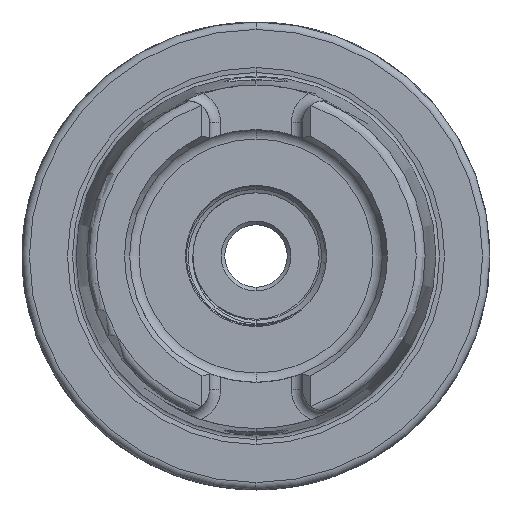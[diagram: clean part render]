
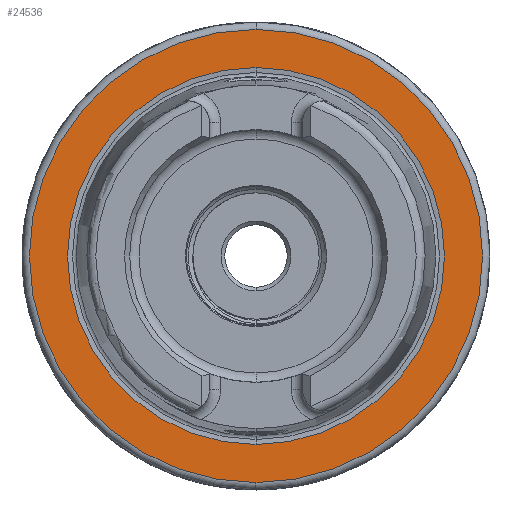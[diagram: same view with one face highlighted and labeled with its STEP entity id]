
A CAD part, left-side view. The second image highlights one B-rep face of the part: STEP entity #24536.
In plain terms, the highlighted planar face has unit normal (-1, 0, 0).
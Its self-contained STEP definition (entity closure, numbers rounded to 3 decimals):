
#3914 = CARTESIAN_POINT ( 'NONE',  ( 0., 0., -25.369 ) ) ;
#3916 = CARTESIAN_POINT ( 'NONE',  ( 0., 0., 25.369 ) ) ;
#3921 = CARTESIAN_POINT ( 'NONE',  ( 0., 0., 30.5 ) ) ;
#3934 = CARTESIAN_POINT ( 'NONE',  ( 0., 0., -30.5 ) ) ;
#7842 = FACE_OUTER_BOUND ( 'NONE', #26736, .T. ) ;
#7845 = FACE_BOUND ( 'NONE', #26737, .T. ) ;
#7847 = AXIS2_PLACEMENT_3D ( 'NONE', #9874, #9875, #9876 ) ;
#8919 = CARTESIAN_POINT ( 'NONE',  ( 0., 0., 0. ) ) ;
#8921 = DIRECTION ( 'NONE',  ( -1., 0., 0. ) ) ;
#8923 = DIRECTION ( 'NONE',  ( 0., 0., 1. ) ) ;
#8925 = CARTESIAN_POINT ( 'NONE',  ( 0., 0., 0. ) ) ;
#8926 = DIRECTION ( 'NONE',  ( 1., 0., 0. ) ) ;
#8928 = DIRECTION ( 'NONE',  ( 0., 0., -1. ) ) ;
#9873 = PLANE ( 'NONE',  #7847 ) ;
#9874 = CARTESIAN_POINT ( 'NONE',  ( 0., 25.369, 0. ) ) ;
#9875 = DIRECTION ( 'NONE',  ( -1., 0., 0. ) ) ;
#9876 = DIRECTION ( 'NONE',  ( 0., 0., 1. ) ) ;
#10487 = CIRCLE ( 'NONE', #19731, 30.5 ) ;
#10488 = CIRCLE ( 'NONE', #19737, 25.369 ) ;
#10576 = CIRCLE ( 'NONE', #20331, 25.369 ) ;
#10579 = CIRCLE ( 'NONE', #20339, 30.5 ) ;
#10823 = CARTESIAN_POINT ( 'NONE',  ( 0., 0., 0. ) ) ;
#10827 = DIRECTION ( 'NONE',  ( 1., 0., 0. ) ) ;
#10828 = DIRECTION ( 'NONE',  ( 0., 0., -1. ) ) ;
#10838 = CARTESIAN_POINT ( 'NONE',  ( 0., 0., 0. ) ) ;
#10839 = DIRECTION ( 'NONE',  ( -1., 0., 0. ) ) ;
#10840 = DIRECTION ( 'NONE',  ( 0., 0., 1. ) ) ;
#11748 = VERTEX_POINT ( 'NONE', #3914 ) ;
#11750 = VERTEX_POINT ( 'NONE', #3916 ) ;
#11755 = VERTEX_POINT ( 'NONE', #3921 ) ;
#11768 = VERTEX_POINT ( 'NONE', #3934 ) ;
#15530 = EDGE_CURVE ( 'NONE', #11768, #11755, #10487, .T. ) ;
#15531 = EDGE_CURVE ( 'NONE', #11748, #11750, #10488, .T. ) ;
#16865 = EDGE_CURVE ( 'NONE', #11750, #11748, #10576, .T. ) ;
#16869 = EDGE_CURVE ( 'NONE', #11755, #11768, #10579, .T. ) ;
#19731 = AXIS2_PLACEMENT_3D ( 'NONE', #8919, #8921, #8923 ) ;
#19737 = AXIS2_PLACEMENT_3D ( 'NONE', #8925, #8926, #8928 ) ;
#20331 = AXIS2_PLACEMENT_3D ( 'NONE', #10823, #10827, #10828 ) ;
#20339 = AXIS2_PLACEMENT_3D ( 'NONE', #10838, #10839, #10840 ) ;
#24536 = ADVANCED_FACE ( 'NONE', ( #7842, #7845 ), #9873, .T. ) ;
#25922 = ORIENTED_EDGE ( 'NONE', *, *, #16869, .T. ) ;
#25923 = ORIENTED_EDGE ( 'NONE', *, *, #15530, .T. ) ;
#25924 = ORIENTED_EDGE ( 'NONE', *, *, #15531, .T. ) ;
#25925 = ORIENTED_EDGE ( 'NONE', *, *, #16865, .T. ) ;
#26736 = EDGE_LOOP ( 'NONE', ( #25922, #25923 ) ) ;
#26737 = EDGE_LOOP ( 'NONE', ( #25925, #25924 ) ) ;
